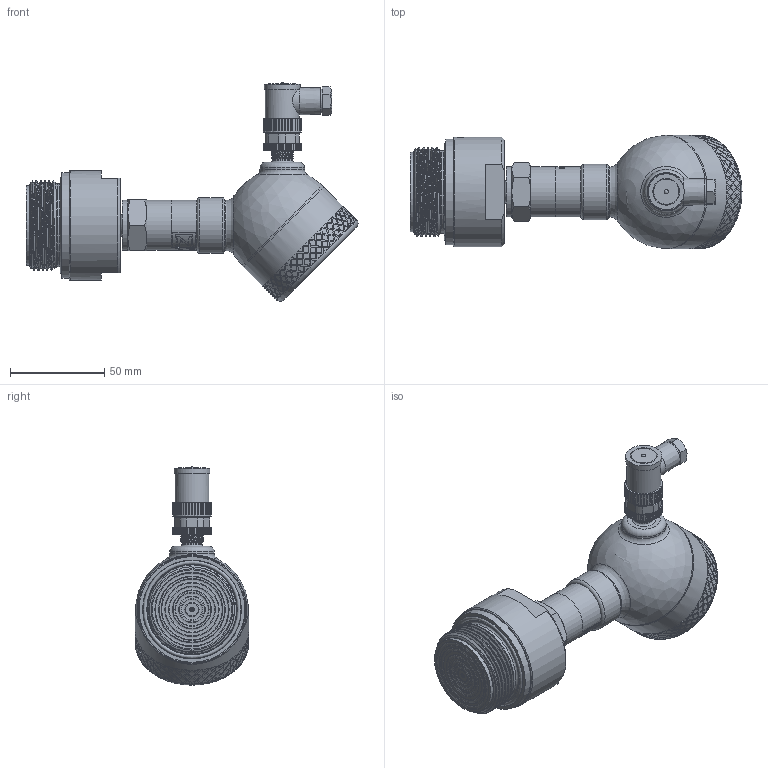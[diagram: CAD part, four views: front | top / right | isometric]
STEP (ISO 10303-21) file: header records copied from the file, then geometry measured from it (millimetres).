
FILE_DESCRIPTION(/* description */ (''),/* implementation_level */ '2;1');
FILE_NAME(/* name */ 'APZ3420mFH_G1-1''2DIN-flush_2.step',/* time_stamp */ '2021-07-07T16:09:21+03:00',/* author */ (''),/* organization */ (''),/* preprocessor_version */ 'ST-DEVELOPER v18.1',/* originating_system */ 'Autodesk Translation Framework v10.9.0.1377',/* authorisation */ '');
FILE_SCHEMA (('AUTOMOTIVE_DESIGN { 1 0 10303 214 3 1 1 }'));
Length unit declared in the file: millimetre
Products named in the file (8): АПЗ420М-полевойкорпус-
заполненный; Заполненный полевой 
корпус v13; Main body; Cover without display; M12x1 adapter; M12x1 female angular v10; G1\4EN; G1-1'2DIN diaphragm 42 v6 (1)
Assembly tree (6 placements, depth 3):
  АПЗ420М-полевойкорпус-
заполненный
    Заполненный полевой 
корпус v13
      Main body
      Cover without display
      M12x1 adapter
      M12x1 female angular v10
    G1\4EN
  G1-1'2DIN diaphragm 42 v6 (1)
Bounding box: 175.92 x 60.1 x 115.69 mm (x, y, z)
Volume: 347111.2 mm3; surface area: 55387.4 mm2
Topology: 9 solids, 9 shells, 1697 faces, 4201 edges, 2788 vertices
Faces by surface type: bspline 922, cylinder 508, plane 198, torus 38, cone 28, sphere 3
Full cylindrical faces by diameter (mm): 0.012 x1, 1 x4, 2 x1, 3.3 x1, 4 x1, 5 x3, 6.116 x1, 7 x1, 8 x1, 9.3 x1, 9.471 x2, 9.5 x2, 10.5 x2, 10.741 x7, 11 x1, 11.035 x4, 11.156 x1, 11.445 x4, 11.884 x6, 12.152 x4, 13 x1, 13.157 x9, 18 x1, 19 x1, 19.7 x1, 21.6 x1, 21.767 x1, 22.4 x1, 23.6 x1, 24.5 x2
Entity records: 80119 total; most frequent: CARTESIAN_POINT 46806, ORIENTED_EDGE 8398, EDGE_CURVE 4199, DIRECTION 3885, VERTEX_POINT 2788, B_SPLINE_CURVE_WITH_KNOTS 2662, EDGE_LOOP 1973, FACE_OUTER_BOUND 1697
